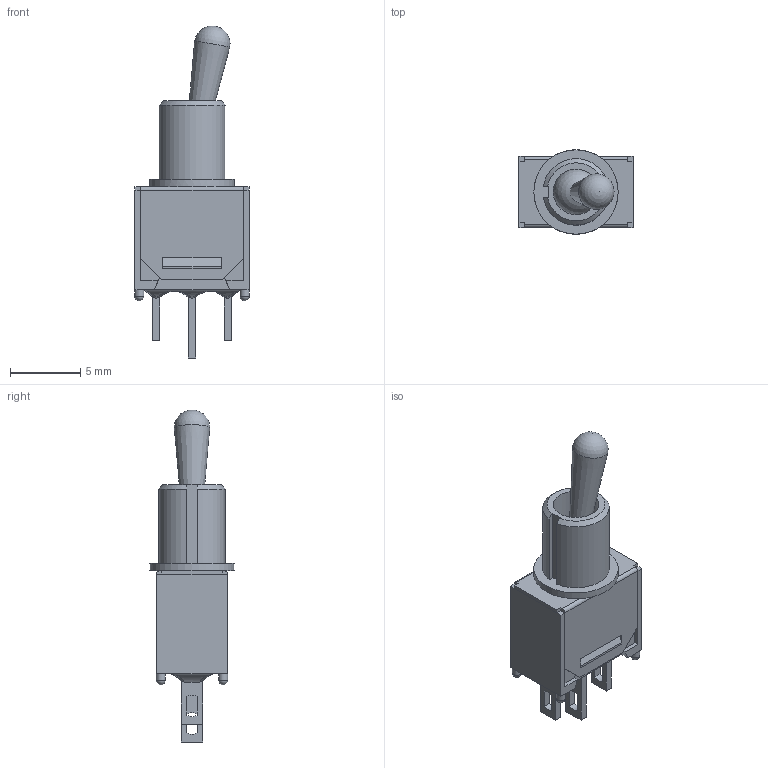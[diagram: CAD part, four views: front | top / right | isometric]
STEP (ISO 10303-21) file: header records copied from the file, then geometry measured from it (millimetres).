
FILE_DESCRIPTION(/* description */ (''),/* implementation_level */ '2;1');
FILE_NAME(/* name */ '200MSPxT2B3M1xE.stp',/* time_stamp */ '2025-04-29T10:44:10-05:00',/* author */ ('mroman'),/* organization */ (''),/* preprocessor_version */ 'ST-DEVELOPER v18.1',/* originating_system */ 'Autodesk Inventor 2022',/* authorisation */ '');
FILE_SCHEMA (('AUTOMOTIVE_DESIGN { 1 0 10303 214 3 1 1 }'));
Length unit declared in the file: inch
Products named in the file (1): 200MSPxT2B3M1xE
Bounding box: 8.13 x 6 x 23.61 mm (x, y, z)
Volume: 274.3 mm3; surface area: 920.2 mm2
Topology: 1 solids, 2 shells, 145 faces, 407 edges, 258 vertices
Faces by surface type: plane 106, cylinder 22, bspline 8, sphere 7, cone 2
Full cylindrical faces by diameter (mm): 0.65 x4, 3.25 x2, 6 x1
Entity records: 5148 total; most frequent: CARTESIAN_POINT 1430, ORIENTED_EDGE 804, DIRECTION 700, EDGE_CURVE 402, LINE 290, VECTOR 290, VERTEX_POINT 258, AXIS2_PLACEMENT_3D 205
